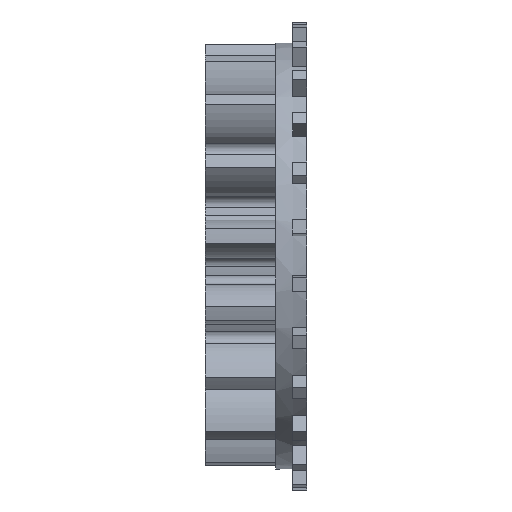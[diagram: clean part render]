
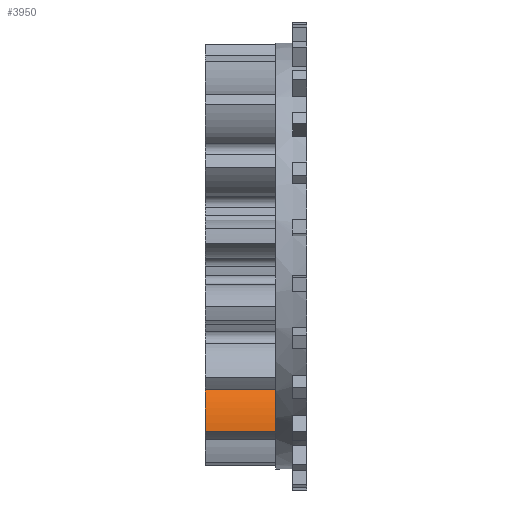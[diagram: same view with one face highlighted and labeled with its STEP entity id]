
A CAD part, top view. The second image highlights one B-rep face of the part: STEP entity #3950.
In plain terms, the highlighted free-form (B-spline) face has degree [3, 1] with [12, 2] control points.
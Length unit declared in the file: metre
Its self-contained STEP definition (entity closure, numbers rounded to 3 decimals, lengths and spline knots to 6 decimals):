
#16=B_SPLINE_SURFACE_WITH_KNOTS('',3,1,((#7017,#7018),(#7019,#7020),(#7021,
#7022),(#7023,#7024),(#7025,#7026),(#7027,#7028),(#7029,#7030),(#7031,#7032),
(#7033,#7034),(#7035,#7036),(#7037,#7038),(#7039,#7040)),
 .SURF_OF_LINEAR_EXTRUSION.,.F.,.F.,.F.,(4,1,1,1,1,1,1,1,1,4),(2,2),(0.062937,
0.120756,0.178575,0.207484,0.236393,
0.294212,0.40985,0.525488,0.756764,
0.98804),(0.,1.),.UNSPECIFIED.);
#308=LINE('',#7014,#660);
#309=LINE('',#7041,#661);
#660=VECTOR('',#5148,1.);
#661=VECTOR('',#5151,1.);
#852=B_SPLINE_CURVE_WITH_KNOTS('',3,(#6175,#6176,#6177,#6178,#6179,#6180,
#6181,#6182,#6183,#6184,#6185,#6186,#6187,#6188,#6189,#6190),
 .UNSPECIFIED.,.F.,.F.,(4,1,1,1,1,1,1,1,1,1,1,1,1,4),(0.,0.166641,
0.2,0.243066,0.294023,0.351802,
0.415679,0.485121,0.559714,0.639124,
0.723075,0.811335,0.903701,1.),.UNSPECIFIED.);
#858=B_SPLINE_CURVE_WITH_KNOTS('',3,(#7043,#7044,#7045,#7046,#7047,#7048,
#7049,#7050,#7051,#7052,#7053,#7054,#7055,#7056,#7057,#7058),
 .UNSPECIFIED.,.F.,.F.,(4,1,1,1,1,1,1,1,1,1,1,1,1,4),(0.,0.166641,
0.2,0.243066,0.294023,0.351802,
0.415679,0.485121,0.559714,0.639124,
0.723075,0.811335,0.903701,1.),.UNSPECIFIED.);
#1627=ORIENTED_EDGE('',*,*,#2203,.F.);
#1628=ORIENTED_EDGE('',*,*,#2532,.T.);
#1629=ORIENTED_EDGE('',*,*,#2533,.T.);
#1630=ORIENTED_EDGE('',*,*,#2530,.T.);
#2203=EDGE_CURVE('',#2812,#2813,#852,.T.);
#2530=EDGE_CURVE('',#3032,#2813,#308,.T.);
#2532=EDGE_CURVE('',#2812,#3033,#309,.F.);
#2533=EDGE_CURVE('',#3033,#3032,#858,.T.);
#2812=VERTEX_POINT('',#6174);
#2813=VERTEX_POINT('',#6191);
#3032=VERTEX_POINT('',#7015);
#3033=VERTEX_POINT('',#7042);
#3427=EDGE_LOOP('',(#1627,#1628,#1629,#1630));
#3639=FACE_BOUND('',#3427,.T.);
#3950=ADVANCED_FACE('',(#3639),#16,.T.);
#5148=DIRECTION('',(1.,0.,0.));
#5151=DIRECTION('',(1.,0.,0.));
#6174=CARTESIAN_POINT('',(0.000625,0.050458,0.032991));
#6175=CARTESIAN_POINT('',(0.000625,0.050916,0.032633));
#6176=CARTESIAN_POINT('',(0.000625,0.050497,0.032961));
#6177=CARTESIAN_POINT('',(0.000625,0.049994,0.033355));
#6178=CARTESIAN_POINT('',(0.000625,0.049942,0.033386));
#6179=CARTESIAN_POINT('',(0.000625,0.049867,0.033432));
#6180=CARTESIAN_POINT('',(0.000625,0.049771,0.033482));
#6181=CARTESIAN_POINT('',(0.000625,0.049641,0.033543));
#6182=CARTESIAN_POINT('',(0.000625,0.04948,0.033608));
#6183=CARTESIAN_POINT('',(0.000625,0.049285,0.033676));
#6184=CARTESIAN_POINT('',(0.000625,0.049057,0.033744));
#6185=CARTESIAN_POINT('',(0.000625,0.048795,0.033807));
#6186=CARTESIAN_POINT('',(0.000625,0.048499,0.033863));
#6187=CARTESIAN_POINT('',(0.000625,0.048168,0.033908));
#6188=CARTESIAN_POINT('',(0.000625,0.047806,0.033941));
#6189=CARTESIAN_POINT('',(0.000625,0.047545,0.033947));
#6190=CARTESIAN_POINT('',(0.000625,0.047412,0.033951));
#6191=CARTESIAN_POINT('',(0.000625,0.047461,0.03395));
#7014=CARTESIAN_POINT('',(-0.004375,0.047461,0.03395));
#7015=CARTESIAN_POINT('',(-0.004375,0.047461,0.03395));
#7017=CARTESIAN_POINT('',(-0.004375,0.050458,0.032991));
#7018=CARTESIAN_POINT('',(0.000625,0.050458,0.032991));
#7019=CARTESIAN_POINT('',(-0.004375,0.050329,0.033092));
#7020=CARTESIAN_POINT('',(0.000625,0.050329,0.033092));
#7021=CARTESIAN_POINT('',(-0.004375,0.050095,0.033274));
#7022=CARTESIAN_POINT('',(0.000625,0.050095,0.033274));
#7023=CARTESIAN_POINT('',(-0.004375,0.049961,0.033376));
#7024=CARTESIAN_POINT('',(0.000625,0.049961,0.033376));
#7025=CARTESIAN_POINT('',(-0.004375,0.049935,0.03339));
#7026=CARTESIAN_POINT('',(0.000625,0.049935,0.03339));
#7027=CARTESIAN_POINT('',(-0.004375,0.049866,0.033432));
#7028=CARTESIAN_POINT('',(0.000625,0.049866,0.033432));
#7029=CARTESIAN_POINT('',(-0.004375,0.04974,0.033499));
#7030=CARTESIAN_POINT('',(0.000625,0.04974,0.033499));
#7031=CARTESIAN_POINT('',(-0.004375,0.049506,0.033602));
#7032=CARTESIAN_POINT('',(0.000625,0.049506,0.033602));
#7033=CARTESIAN_POINT('',(-0.004375,0.049062,0.033751));
#7034=CARTESIAN_POINT('',(0.000625,0.049062,0.033751));
#7035=CARTESIAN_POINT('',(-0.004375,0.048399,0.033897));
#7036=CARTESIAN_POINT('',(0.000625,0.048399,0.033897));
#7037=CARTESIAN_POINT('',(-0.004375,0.047781,0.033941));
#7038=CARTESIAN_POINT('',(0.000625,0.047781,0.033941));
#7039=CARTESIAN_POINT('',(-0.004375,0.047461,0.03395));
#7040=CARTESIAN_POINT('',(0.000625,0.047461,0.03395));
#7041=CARTESIAN_POINT('',(0.000625,0.050458,0.032991));
#7042=CARTESIAN_POINT('',(-0.004375,0.050458,0.032991));
#7043=CARTESIAN_POINT('',(-0.004375,0.050916,0.032633));
#7044=CARTESIAN_POINT('',(-0.004375,0.050497,0.032961));
#7045=CARTESIAN_POINT('',(-0.004375,0.049994,0.033355));
#7046=CARTESIAN_POINT('',(-0.004375,0.049942,0.033386));
#7047=CARTESIAN_POINT('',(-0.004375,0.049867,0.033432));
#7048=CARTESIAN_POINT('',(-0.004375,0.049771,0.033482));
#7049=CARTESIAN_POINT('',(-0.004375,0.049641,0.033543));
#7050=CARTESIAN_POINT('',(-0.004375,0.04948,0.033608));
#7051=CARTESIAN_POINT('',(-0.004375,0.049285,0.033676));
#7052=CARTESIAN_POINT('',(-0.004375,0.049057,0.033744));
#7053=CARTESIAN_POINT('',(-0.004375,0.048795,0.033807));
#7054=CARTESIAN_POINT('',(-0.004375,0.048499,0.033863));
#7055=CARTESIAN_POINT('',(-0.004375,0.048168,0.033908));
#7056=CARTESIAN_POINT('',(-0.004375,0.047806,0.033941));
#7057=CARTESIAN_POINT('',(-0.004375,0.047545,0.033947));
#7058=CARTESIAN_POINT('',(-0.004375,0.047412,0.033951));
